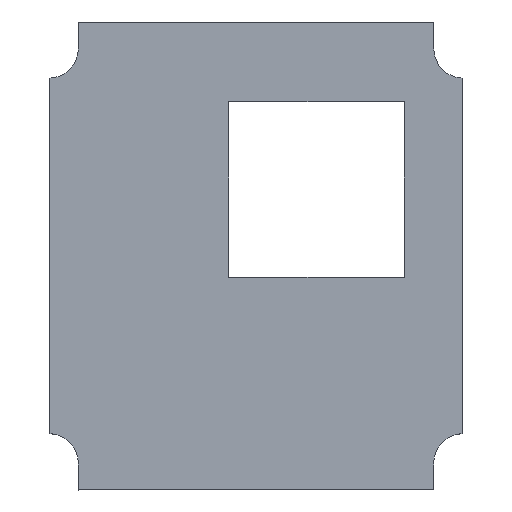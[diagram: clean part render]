
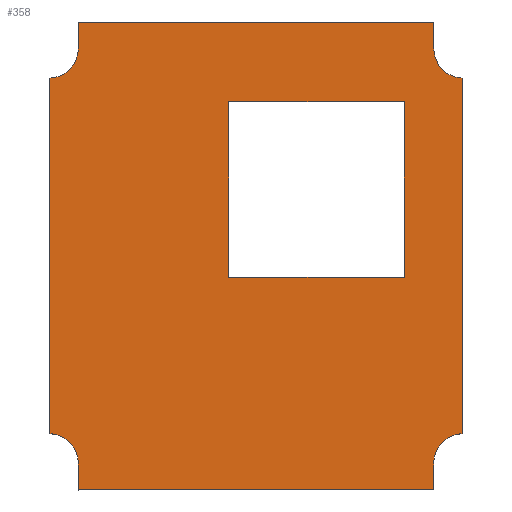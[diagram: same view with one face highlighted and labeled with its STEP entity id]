
A CAD part, top view. The second image highlights one B-rep face of the part: STEP entity #358.
In plain terms, the highlighted planar face has unit normal (0, 0, 1).
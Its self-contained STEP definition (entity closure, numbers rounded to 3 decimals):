
#20=FACE_BOUND('',#70,.T.);
#21=CIRCLE('',#379,2.5);
#23=CIRCLE('',#385,2.5);
#25=CIRCLE('',#389,2.5);
#27=CIRCLE('',#395,2.5);
#50=FACE_OUTER_BOUND('',#69,.T.);
#69=EDGE_LOOP('',(#311,#312,#313,#314,#315,#316,#317,#318,#319,#320,#321,
#322));
#70=EDGE_LOOP('',(#323,#324,#325,#326));
#71=LINE('',#504,#111);
#75=LINE('',#512,#115);
#78=LINE('',#518,#118);
#81=LINE('',#523,#121);
#85=LINE('',#536,#125);
#88=LINE('',#542,#128);
#91=LINE('',#548,#131);
#95=LINE('',#560,#135);
#99=LINE('',#572,#139);
#102=LINE('',#578,#142);
#105=LINE('',#584,#145);
#109=LINE('',#595,#149);
#111=VECTOR('',#407,10.);
#115=VECTOR('',#413,10.);
#118=VECTOR('',#418,10.);
#121=VECTOR('',#423,10.);
#125=VECTOR('',#435,10.);
#128=VECTOR('',#440,10.);
#131=VECTOR('',#445,10.);
#135=VECTOR('',#457,10.);
#139=VECTOR('',#469,10.);
#142=VECTOR('',#474,10.);
#145=VECTOR('',#479,10.);
#149=VECTOR('',#491,10.);
#151=VERTEX_POINT('',#502);
#152=VERTEX_POINT('',#503);
#155=VERTEX_POINT('',#511);
#157=VERTEX_POINT('',#517);
#159=VERTEX_POINT('',#526);
#160=VERTEX_POINT('',#527);
#163=VERTEX_POINT('',#535);
#165=VERTEX_POINT('',#541);
#167=VERTEX_POINT('',#547);
#169=VERTEX_POINT('',#553);
#171=VERTEX_POINT('',#559);
#173=VERTEX_POINT('',#565);
#175=VERTEX_POINT('',#571);
#177=VERTEX_POINT('',#577);
#179=VERTEX_POINT('',#583);
#181=VERTEX_POINT('',#589);
#183=EDGE_CURVE('',#151,#152,#71,.T.);
#187=EDGE_CURVE('',#155,#151,#75,.T.);
#190=EDGE_CURVE('',#157,#155,#78,.T.);
#193=EDGE_CURVE('',#152,#157,#81,.T.);
#195=EDGE_CURVE('',#159,#160,#21,.T.);
#199=EDGE_CURVE('',#160,#163,#85,.T.);
#202=EDGE_CURVE('',#165,#163,#88,.T.);
#205=EDGE_CURVE('',#167,#165,#91,.T.);
#208=EDGE_CURVE('',#167,#169,#23,.T.);
#211=EDGE_CURVE('',#171,#169,#95,.T.);
#214=EDGE_CURVE('',#171,#173,#25,.T.);
#217=EDGE_CURVE('',#173,#175,#99,.T.);
#220=EDGE_CURVE('',#177,#175,#102,.T.);
#223=EDGE_CURVE('',#179,#177,#105,.T.);
#226=EDGE_CURVE('',#179,#181,#27,.T.);
#229=EDGE_CURVE('',#159,#181,#109,.T.);
#311=ORIENTED_EDGE('',*,*,#229,.F.);
#312=ORIENTED_EDGE('',*,*,#195,.T.);
#313=ORIENTED_EDGE('',*,*,#199,.T.);
#314=ORIENTED_EDGE('',*,*,#202,.F.);
#315=ORIENTED_EDGE('',*,*,#205,.F.);
#316=ORIENTED_EDGE('',*,*,#208,.T.);
#317=ORIENTED_EDGE('',*,*,#211,.F.);
#318=ORIENTED_EDGE('',*,*,#214,.T.);
#319=ORIENTED_EDGE('',*,*,#217,.T.);
#320=ORIENTED_EDGE('',*,*,#220,.F.);
#321=ORIENTED_EDGE('',*,*,#223,.F.);
#322=ORIENTED_EDGE('',*,*,#226,.T.);
#323=ORIENTED_EDGE('',*,*,#193,.F.);
#324=ORIENTED_EDGE('',*,*,#183,.F.);
#325=ORIENTED_EDGE('',*,*,#187,.F.);
#326=ORIENTED_EDGE('',*,*,#190,.F.);
#340=PLANE('',#399);
#358=ADVANCED_FACE('',(#50,#20),#340,.F.);
#379=AXIS2_PLACEMENT_3D('',#528,#427,#428);
#385=AXIS2_PLACEMENT_3D('',#554,#450,#451);
#389=AXIS2_PLACEMENT_3D('',#566,#462,#463);
#395=AXIS2_PLACEMENT_3D('',#590,#484,#485);
#399=AXIS2_PLACEMENT_3D('',#598,#495,#496);
#407=DIRECTION('',(0.,1.,0.));
#413=DIRECTION('',(1.,0.,0.));
#418=DIRECTION('',(0.,-1.,0.));
#423=DIRECTION('',(-1.,0.,0.));
#427=DIRECTION('center_axis',(0.,0.,-1.));
#428=DIRECTION('ref_axis',(1.,0.,0.));
#435=DIRECTION('',(0.,1.,0.));
#440=DIRECTION('',(1.,0.,0.));
#445=DIRECTION('',(0.,1.,0.));
#450=DIRECTION('center_axis',(0.,0.,-1.));
#451=DIRECTION('ref_axis',(1.,0.,0.));
#457=DIRECTION('',(0.,1.,0.));
#462=DIRECTION('center_axis',(0.,0.,-1.));
#463=DIRECTION('ref_axis',(1.,0.,0.));
#469=DIRECTION('',(0.,-1.,0.));
#474=DIRECTION('',(-1.,0.,0.));
#479=DIRECTION('',(0.,-1.,0.));
#484=DIRECTION('center_axis',(0.,0.,-1.));
#485=DIRECTION('ref_axis',(1.,0.,0.));
#491=DIRECTION('',(0.,-1.,0.));
#495=DIRECTION('center_axis',(0.,0.,-1.));
#496=DIRECTION('ref_axis',(1.,0.,0.));
#502=CARTESIAN_POINT('',(-15.847,44.481,-6.965));
#503=CARTESIAN_POINT('',(-15.847,59.481,-6.965));
#504=CARTESIAN_POINT('',(-15.847,44.481,-6.965));
#511=CARTESIAN_POINT('',(-30.847,44.481,-6.965));
#512=CARTESIAN_POINT('',(-30.847,44.481,-6.965));
#517=CARTESIAN_POINT('',(-30.847,59.481,-6.965));
#518=CARTESIAN_POINT('',(-30.847,59.481,-6.965));
#523=CARTESIAN_POINT('',(-15.847,59.481,-6.965));
#526=CARTESIAN_POINT('',(-10.907,61.513,-6.965));
#527=CARTESIAN_POINT('',(-13.321,64.012,-6.965));
#528=CARTESIAN_POINT('Origin',(-10.821,64.012,-6.965));
#535=CARTESIAN_POINT('',(-13.321,66.301,-6.965));
#536=CARTESIAN_POINT('',(-13.321,64.012,-6.965));
#541=CARTESIAN_POINT('',(-43.728,66.301,-6.965));
#542=CARTESIAN_POINT('',(-45.94,66.301,-6.965));
#547=CARTESIAN_POINT('',(-43.728,64.201,-6.965));
#548=CARTESIAN_POINT('',(-43.728,63.823,-6.965));
#553=CARTESIAN_POINT('',(-46.134,61.513,-6.965));
#554=CARTESIAN_POINT('Origin',(-46.221,64.012,-6.965));
#559=CARTESIAN_POINT('',(-46.134,31.11,-6.965));
#560=CARTESIAN_POINT('',(-46.134,30.821,-6.965));
#565=CARTESIAN_POINT('',(-43.728,28.423,-6.965));
#566=CARTESIAN_POINT('Origin',(-46.221,28.612,-6.965));
#571=CARTESIAN_POINT('',(-43.728,26.301,-6.965));
#572=CARTESIAN_POINT('',(-43.728,28.801,-6.965));
#577=CARTESIAN_POINT('',(-13.314,26.301,-6.965));
#578=CARTESIAN_POINT('',(-11.024,26.301,-6.965));
#583=CARTESIAN_POINT('',(-13.314,28.423,-6.965));
#584=CARTESIAN_POINT('',(-13.314,28.801,-6.965));
#589=CARTESIAN_POINT('',(-10.907,31.11,-6.965));
#590=CARTESIAN_POINT('Origin',(-10.821,28.612,-6.965));
#595=CARTESIAN_POINT('',(-10.907,61.821,-6.965));
#598=CARTESIAN_POINT('Origin',(-28.521,46.301,-6.965));
